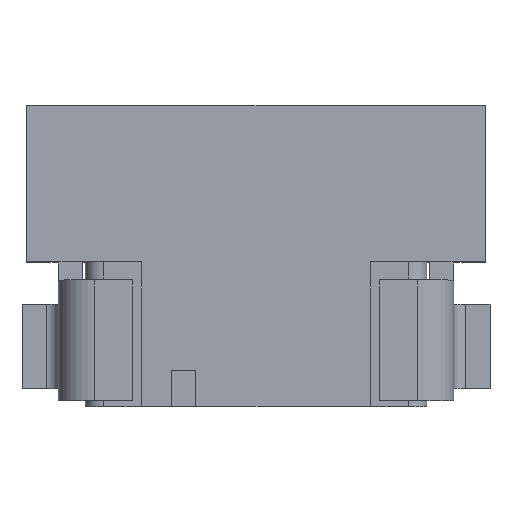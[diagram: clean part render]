
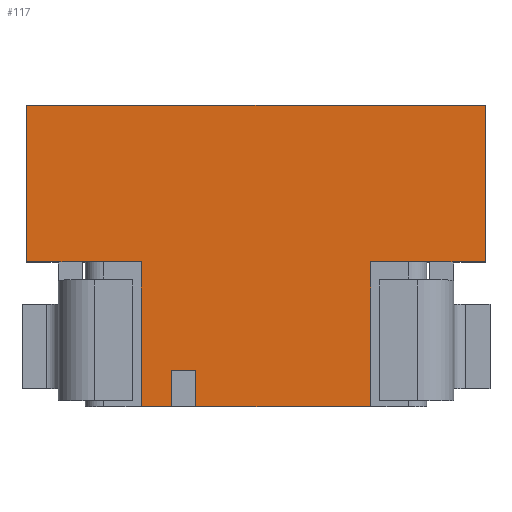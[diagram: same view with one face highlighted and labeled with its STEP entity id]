
A CAD part, top view. The second image highlights one B-rep face of the part: STEP entity #117.
In plain terms, the highlighted planar face has unit normal (0, 0, 1).
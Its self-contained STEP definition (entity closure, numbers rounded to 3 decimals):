
#117=ADVANCED_FACE('',(#410),#271,.T.);
#271=PLANE('',#3250);
#410=FACE_OUTER_BOUND('',#570,.T.);
#570=EDGE_LOOP('',(#902,#903,#904,#905,#906,#907,#908,#909,#910,#911,#912,
#913));
#902=ORIENTED_EDGE('',*,*,#2088,.F.);
#903=ORIENTED_EDGE('',*,*,#2089,.F.);
#904=ORIENTED_EDGE('',*,*,#2090,.F.);
#905=ORIENTED_EDGE('',*,*,#2080,.T.);
#906=ORIENTED_EDGE('',*,*,#2091,.F.);
#907=ORIENTED_EDGE('',*,*,#1981,.T.);
#908=ORIENTED_EDGE('',*,*,#2087,.T.);
#909=ORIENTED_EDGE('',*,*,#2031,.T.);
#910=ORIENTED_EDGE('',*,*,#2086,.T.);
#911=ORIENTED_EDGE('',*,*,#2016,.T.);
#912=ORIENTED_EDGE('',*,*,#2092,.T.);
#913=ORIENTED_EDGE('',*,*,#2065,.T.);
#1668=VERTEX_POINT('',#4341);
#1669=VERTEX_POINT('',#4343);
#1699=VERTEX_POINT('',#4413);
#1700=VERTEX_POINT('',#4415);
#1714=VERTEX_POINT('',#4444);
#1715=VERTEX_POINT('',#4446);
#1742=VERTEX_POINT('',#4508);
#1743=VERTEX_POINT('',#4510);
#1756=VERTEX_POINT('',#4537);
#1757=VERTEX_POINT('',#4539);
#1758=VERTEX_POINT('',#4553);
#1759=VERTEX_POINT('',#4555);
#1981=EDGE_CURVE('',#1669,#1668,#2433,.T.);
#2016=EDGE_CURVE('',#1700,#1699,#2464,.T.);
#2031=EDGE_CURVE('',#1715,#1714,#2479,.T.);
#2065=EDGE_CURVE('',#1743,#1742,#2513,.T.);
#2080=EDGE_CURVE('',#1757,#1756,#2526,.T.);
#2086=EDGE_CURVE('',#1714,#1700,#2532,.T.);
#2087=EDGE_CURVE('',#1668,#1715,#2533,.T.);
#2088=EDGE_CURVE('',#1758,#1742,#2534,.T.);
#2089=EDGE_CURVE('',#1759,#1758,#2535,.T.);
#2090=EDGE_CURVE('',#1757,#1759,#2536,.T.);
#2091=EDGE_CURVE('',#1669,#1756,#2537,.T.);
#2092=EDGE_CURVE('',#1699,#1743,#2538,.T.);
#2433=LINE('',#4342,#2853);
#2464=LINE('',#4414,#2884);
#2479=LINE('',#4445,#2899);
#2513=LINE('',#4509,#2933);
#2526=LINE('',#4538,#2946);
#2532=LINE('',#4548,#2952);
#2533=LINE('',#4550,#2953);
#2534=LINE('',#4552,#2954);
#2535=LINE('',#4554,#2955);
#2536=LINE('',#4556,#2956);
#2537=LINE('',#4557,#2957);
#2538=LINE('',#4558,#2958);
#2853=VECTOR('',#3495,1.);
#2884=VECTOR('',#3546,1.);
#2899=VECTOR('',#3563,1.);
#2933=VECTOR('',#3601,1.);
#2946=VECTOR('',#3618,1.);
#2952=VECTOR('',#3630,1.);
#2953=VECTOR('',#3633,1.);
#2954=VECTOR('',#3636,1.);
#2955=VECTOR('',#3637,1.);
#2956=VECTOR('',#3638,1.);
#2957=VECTOR('',#3639,1.);
#2958=VECTOR('',#3640,1.);
#3250=AXIS2_PLACEMENT_3D('',#4559,#3641,#3642);
#3495=DIRECTION('',(1.,0.,0.));
#3546=DIRECTION('',(1.,0.,0.));
#3563=DIRECTION('',(-1.,0.,0.));
#3601=DIRECTION('',(1.,0.,0.));
#3618=DIRECTION('',(1.,0.,0.));
#3630=DIRECTION('',(0.,-1.,0.));
#3633=DIRECTION('',(0.,1.,0.));
#3636=DIRECTION('',(0.,-1.,0.));
#3637=DIRECTION('',(-1.,0.,0.));
#3638=DIRECTION('',(0.,1.,0.));
#3639=DIRECTION('',(0.,-1.,0.));
#3640=DIRECTION('',(0.,-1.,0.));
#3641=DIRECTION('',(0.,0.,1.));
#3642=DIRECTION('',(1.,0.,0.));
#4341=CARTESIAN_POINT('',(1.9,2.8,1.55));
#4342=CARTESIAN_POINT('',(1.415,2.8,1.55));
#4343=CARTESIAN_POINT('',(0.95,2.8,1.55));
#4413=CARTESIAN_POINT('',(-0.95,2.8,1.55));
#4414=CARTESIAN_POINT('',(-1.9,2.8,1.55));
#4415=CARTESIAN_POINT('',(-1.9,2.8,1.55));
#4444=CARTESIAN_POINT('',(-1.9,4.1,1.55));
#4445=CARTESIAN_POINT('',(1.9,4.1,1.55));
#4446=CARTESIAN_POINT('',(1.9,4.1,1.55));
#4508=CARTESIAN_POINT('',(-0.7,1.6,1.55));
#4509=CARTESIAN_POINT('',(-1.415,1.6,1.55));
#4510=CARTESIAN_POINT('',(-0.95,1.6,1.55));
#4537=CARTESIAN_POINT('',(0.95,1.6,1.55));
#4538=CARTESIAN_POINT('',(-1.415,1.6,1.55));
#4539=CARTESIAN_POINT('',(-0.5,1.6,1.55));
#4548=CARTESIAN_POINT('',(-1.9,4.1,1.55));
#4550=CARTESIAN_POINT('',(1.9,2.8,1.55));
#4552=CARTESIAN_POINT('',(-0.7,1.9,1.55));
#4553=CARTESIAN_POINT('',(-0.7,1.9,1.55));
#4554=CARTESIAN_POINT('',(-0.5,1.9,1.55));
#4555=CARTESIAN_POINT('',(-0.5,1.9,1.55));
#4556=CARTESIAN_POINT('',(-0.5,1.6,1.55));
#4557=CARTESIAN_POINT('',(0.95,13.48,1.55));
#4558=CARTESIAN_POINT('',(-0.95,13.48,1.55));
#4559=CARTESIAN_POINT('',(0.,0.,1.55));
